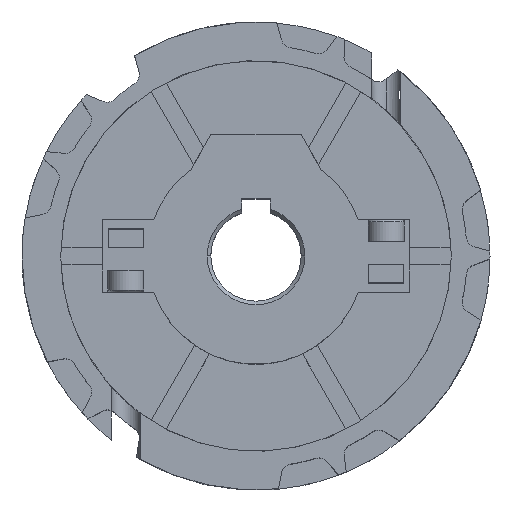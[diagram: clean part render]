
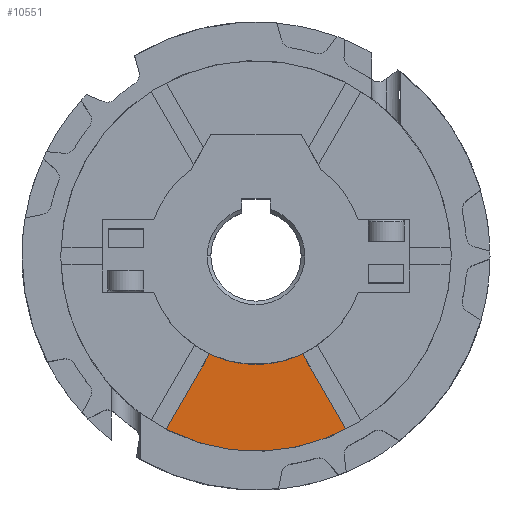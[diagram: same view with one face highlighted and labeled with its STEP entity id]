
A CAD part, top view. The second image highlights one B-rep face of the part: STEP entity #10551.
In plain terms, the highlighted planar face has unit normal (0, 0, 1).
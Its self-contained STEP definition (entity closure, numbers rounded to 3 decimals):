
#194 = AXIS2_PLACEMENT_3D ( 'NONE', #7236, #8840, #276 ) ;
#276 = DIRECTION ( 'NONE',  ( 1., 0., 0. ) ) ;
#575 = DIRECTION ( 'NONE',  ( -0.5, -0.866, 0. ) ) ;
#636 = AXIS2_PLACEMENT_3D ( 'NONE', #3237, #4949, #9325 ) ;
#945 = CARTESIAN_POINT ( 'NONE',  ( -12.896, -27.087, 4.5 ) ) ;
#1027 = DIRECTION ( 'NONE',  ( -0.5, 0.866, 0. ) ) ;
#1823 = CARTESIAN_POINT ( 'NONE',  ( 12.896, -27.087, 4.5 ) ) ;
#2213 = EDGE_CURVE ( 'NONE', #6985, #2701, #5194, .T. ) ;
#2255 = EDGE_CURVE ( 'Edge1', #2701, #3510, #6840, .T. ) ;
#2701 = VERTEX_POINT ( 'NONE', #3938 ) ;
#3237 = CARTESIAN_POINT ( 'NONE',  ( 0., 0., 4.5 ) ) ;
#3254 = CARTESIAN_POINT ( 'NONE',  ( 24.942, -47.951, 4.5 ) ) ;
#3510 = VERTEX_POINT ( 'NONE', #3254 ) ;
#3692 = EDGE_CURVE ( 'NONE', #3510, #8367, #5335, .T. ) ;
#3938 = CARTESIAN_POINT ( 'NONE',  ( -24.942, -47.951, 4.5 ) ) ;
#3975 = VECTOR ( 'NONE', #575, 1000. ) ;
#4949 = DIRECTION ( 'NONE',  ( 0., 0., 1. ) ) ;
#5059 = CARTESIAN_POINT ( 'NONE',  ( 2.057, -1.188, 4.5 ) ) ;
#5194 = LINE ( 'NONE', #5059, #3975 ) ;
#5314 = FACE_OUTER_BOUND ( 'NONE', #6068, .T. ) ;
#5335 = LINE ( 'NONE', #7973, #5869 ) ;
#5516 = ORIENTED_EDGE ( 'NONE', *, *, #2213, .T. ) ;
#5869 = VECTOR ( 'NONE', #1027, 1000. ) ;
#6065 = DIRECTION ( 'NONE',  ( 1., 0., 0. ) ) ;
#6068 = EDGE_LOOP ( 'NONE', ( #9719, #9825, #8612, #5516 ) ) ;
#6264 = CIRCLE ( 'NONE', #6800, 30. ) ;
#6800 = AXIS2_PLACEMENT_3D ( 'NONE', #7953, #8760, #6065 ) ;
#6840 = CIRCLE ( 'NONE', #636, 54.05 ) ;
#6985 = VERTEX_POINT ( 'NONE', #945 ) ;
#7236 = CARTESIAN_POINT ( 'NONE',  ( 0., 0., 4.5 ) ) ;
#7953 = CARTESIAN_POINT ( 'NONE',  ( 0., 0., 4.5 ) ) ;
#7973 = CARTESIAN_POINT ( 'NONE',  ( -2.057, -1.187, 4.5 ) ) ;
#8101 = PLANE ( 'NONE',  #194 ) ;
#8367 = VERTEX_POINT ( 'NONE', #1823 ) ;
#8612 = ORIENTED_EDGE ( 'NONE', *, *, #10370, .F. ) ;
#8760 = DIRECTION ( 'NONE',  ( 0., 0., 1. ) ) ;
#8840 = DIRECTION ( 'NONE',  ( 0., 0., 1. ) ) ;
#9325 = DIRECTION ( 'NONE',  ( 1., 0., 0. ) ) ;
#9719 = ORIENTED_EDGE ( 'NONE', *, *, #2255, .T. ) ;
#9825 = ORIENTED_EDGE ( 'NONE', *, *, #3692, .T. ) ;
#10370 = EDGE_CURVE ( 'NONE', #6985, #8367, #6264, .T. ) ;
#10551 = ADVANCED_FACE ( 'Face4', ( #5314 ), #8101, .T. ) ;
